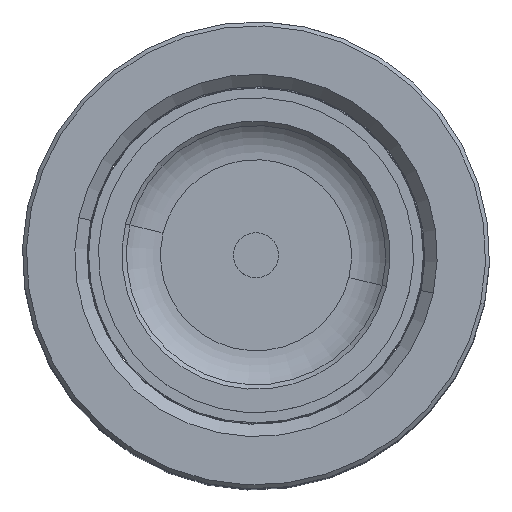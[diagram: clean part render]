
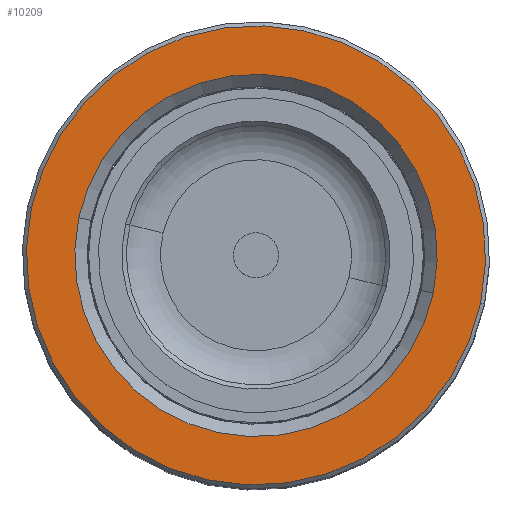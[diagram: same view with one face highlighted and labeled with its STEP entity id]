
A CAD part, top view. The second image highlights one B-rep face of the part: STEP entity #10209.
In plain terms, the highlighted planar face has unit normal (0, 0, 1).
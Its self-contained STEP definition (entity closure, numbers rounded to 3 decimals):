
#444 = ORIENTED_EDGE ( 'NONE', *, *, #20137, .T. ) ;
#2277 = DIRECTION ( 'NONE',  ( 1., 0., 0. ) ) ;
#5130 = VERTEX_POINT ( 'NONE', #53241 ) ;
#6947 = CARTESIAN_POINT ( 'NONE',  ( 0., 0., 120. ) ) ;
#8496 = CIRCLE ( 'NONE', #38988, 40.8 ) ;
#10209 = ADVANCED_FACE ( 'NONE', ( #31083, #53143 ), #48116, .T. ) ;
#13605 = AXIS2_PLACEMENT_3D ( 'NONE', #23257, #32332, #44319 ) ;
#15797 = CARTESIAN_POINT ( 'NONE',  ( 0., 0., 120. ) ) ;
#16194 = CIRCLE ( 'NONE', #50048, 40.8 ) ;
#20137 = EDGE_CURVE ( 'NONE', #5130, #38350, #37386, .T. ) ;
#20566 = DIRECTION ( 'NONE',  ( 0., 0., -1. ) ) ;
#23005 = DIRECTION ( 'NONE',  ( 1., 0., 0. ) ) ;
#23257 = CARTESIAN_POINT ( 'NONE',  ( 0., 0., 120. ) ) ;
#24101 = CARTESIAN_POINT ( 'NONE',  ( 40.8, 0., 120. ) ) ;
#24559 = DIRECTION ( 'NONE',  ( 1., 0., 0. ) ) ;
#26685 = CARTESIAN_POINT ( 'NONE',  ( 0., 0., 120. ) ) ;
#27026 = DIRECTION ( 'NONE',  ( 0., 0., -1. ) ) ;
#31083 = FACE_OUTER_BOUND ( 'NONE', #44992, .T. ) ;
#31336 = DIRECTION ( 'NONE',  ( 0., 0., 1. ) ) ;
#32332 = DIRECTION ( 'NONE',  ( 0., 0., 1. ) ) ;
#32678 = CIRCLE ( 'NONE', #39455, 32.2 ) ;
#33247 = EDGE_CURVE ( 'NONE', #50046, #47037, #8496, .T. ) ;
#36255 = EDGE_CURVE ( 'NONE', #47037, #50046, #16194, .T. ) ;
#37386 = CIRCLE ( 'NONE', #44651, 32.2 ) ;
#38350 = VERTEX_POINT ( 'NONE', #49195 ) ;
#38988 = AXIS2_PLACEMENT_3D ( 'NONE', #15797, #46967, #44834 ) ;
#39455 = AXIS2_PLACEMENT_3D ( 'NONE', #40730, #20566, #24559 ) ;
#40730 = CARTESIAN_POINT ( 'NONE',  ( 0., 0., 120. ) ) ;
#40838 = ORIENTED_EDGE ( 'NONE', *, *, #36255, .T. ) ;
#42078 = EDGE_CURVE ( 'NONE', #38350, #5130, #32678, .T. ) ;
#42600 = ORIENTED_EDGE ( 'NONE', *, *, #42078, .T. ) ;
#44319 = DIRECTION ( 'NONE',  ( 1., 0., 0. ) ) ;
#44651 = AXIS2_PLACEMENT_3D ( 'NONE', #26685, #27026, #2277 ) ;
#44834 = DIRECTION ( 'NONE',  ( 1., 0., 0. ) ) ;
#44992 = EDGE_LOOP ( 'NONE', ( #40838, #50895 ) ) ;
#46040 = CARTESIAN_POINT ( 'NONE',  ( -40.8, 0., 120. ) ) ;
#46967 = DIRECTION ( 'NONE',  ( 0., 0., 1. ) ) ;
#47037 = VERTEX_POINT ( 'NONE', #46040 ) ;
#48116 = PLANE ( 'NONE',  #13605 ) ;
#49195 = CARTESIAN_POINT ( 'NONE',  ( 32.2, 0., 120. ) ) ;
#50046 = VERTEX_POINT ( 'NONE', #24101 ) ;
#50048 = AXIS2_PLACEMENT_3D ( 'NONE', #6947, #31336, #23005 ) ;
#50895 = ORIENTED_EDGE ( 'NONE', *, *, #33247, .T. ) ;
#51457 = EDGE_LOOP ( 'NONE', ( #42600, #444 ) ) ;
#53143 = FACE_BOUND ( 'NONE', #51457, .T. ) ;
#53241 = CARTESIAN_POINT ( 'NONE',  ( -32.2, 0., 120. ) ) ;
